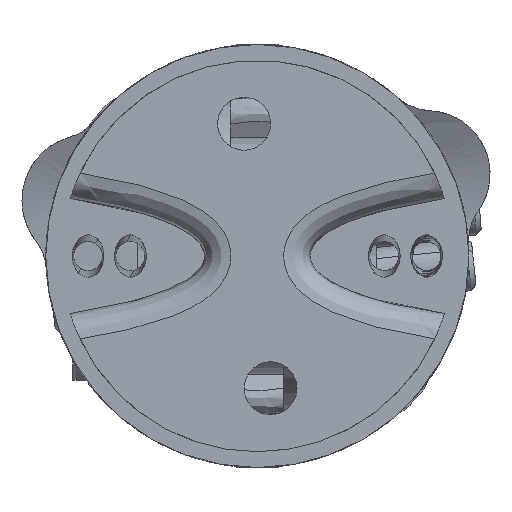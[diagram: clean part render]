
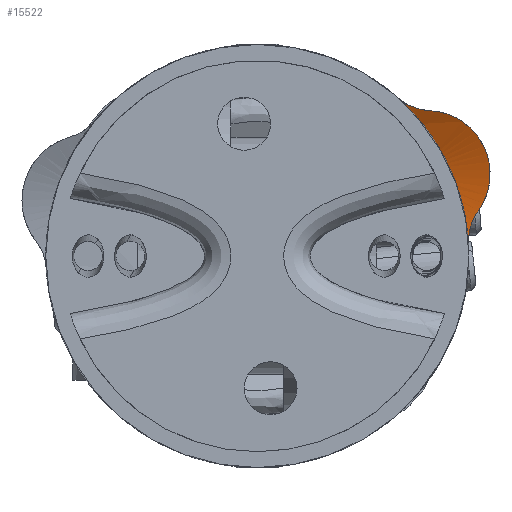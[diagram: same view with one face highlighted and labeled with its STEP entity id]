
A CAD part, front view. The second image highlights one B-rep face of the part: STEP entity #15522.
In plain terms, the highlighted cylindrical face has radius 5.075 mm (diameter 10.15 mm), a partial arc.
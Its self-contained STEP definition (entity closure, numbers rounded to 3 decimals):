
#17 = LINE ( 'NONE', #10468, #17300 ) ;
#121 = EDGE_CURVE ( 'NONE', #14732, #7183, #17580, .T. ) ;
#371 = CARTESIAN_POINT ( 'NONE',  ( -2.5, 4.417, 3.122 ) ) ;
#551 = CARTESIAN_POINT ( 'NONE',  ( -1.904, 4.705, 2.987 ) ) ;
#890 = CARTESIAN_POINT ( 'NONE',  ( -1.95, 4.685, 3.093 ) ) ;
#971 = CARTESIAN_POINT ( 'NONE',  ( -1.887, 4.715, 4.37 ) ) ;
#1082 = CARTESIAN_POINT ( 'NONE',  ( -0.854, 5.003, 4.178 ) ) ;
#1208 = ORIENTED_EDGE ( 'NONE', *, *, #3207, .T. ) ;
#1925 = CARTESIAN_POINT ( 'NONE',  ( -1.345, 4.894, 3.559 ) ) ;
#2061 = CARTESIAN_POINT ( 'NONE',  ( -0.854, 5.003, 4.178 ) ) ;
#2120 = CYLINDRICAL_SURFACE ( 'NONE', #17942, 5.075 ) ;
#2197 = ORIENTED_EDGE ( 'NONE', *, *, #13688, .F. ) ;
#2321 = CARTESIAN_POINT ( 'NONE',  ( -2.59, 4.365, 3.05 ) ) ;
#2397 = CARTESIAN_POINT ( 'NONE',  ( -1.55, 4.833, 2.8 ) ) ;
#2531 = EDGE_LOOP ( 'NONE', ( #1208, #10011, #16640, #22614, #7299, #17977, #15248 ) ) ;
#2554 = AXIS2_PLACEMENT_3D ( 'NONE', #10459, #8736, #5074 ) ;
#2702 = ORIENTED_EDGE ( 'NONE', *, *, #121, .F. ) ;
#3207 = EDGE_CURVE ( 'NONE', #6954, #11646, #21045, .T. ) ;
#3515 = VERTEX_POINT ( 'NONE', #10376 ) ;
#3868 = CARTESIAN_POINT ( 'NONE',  ( -1.55, 4.833, 2.8 ) ) ;
#4000 = B_SPLINE_CURVE_WITH_KNOTS ( 'NONE', 3,
 ( #18107, #4002, #11009, #9176 ),
 .UNSPECIFIED., .F., .F.,
 ( 4, 4 ),
 ( 0., 0.001 ),
 .UNSPECIFIED. ) ;
#4002 = CARTESIAN_POINT ( 'NONE',  ( -0.53, 5.051, 4.008 ) ) ;
#4191 = DIRECTION ( 'NONE',  ( 1., 0., 0. ) ) ;
#4274 = CARTESIAN_POINT ( 'NONE',  ( -2.922, 4.15, 2.734 ) ) ;
#4431 = CARTESIAN_POINT ( 'NONE',  ( -2.662, 4.323, 3.698 ) ) ;
#4886 = EDGE_CURVE ( 'NONE', #11966, #18420, #16157, .T. ) ;
#5074 = DIRECTION ( 'NONE',  ( 1., 0., 0. ) ) ;
#5155 = CARTESIAN_POINT ( 'NONE',  ( -1.15, 4.943, 3.306 ) ) ;
#5210 = VERTEX_POINT ( 'NONE', #2061 ) ;
#5790 = CARTESIAN_POINT ( 'NONE',  ( -2.5, 4.417, 2.258 ) ) ;
#5921 = CARTESIAN_POINT ( 'NONE',  ( -2.748, 4.266, 3.26 ) ) ;
#5932 = CARTESIAN_POINT ( 'NONE',  ( -2.259, 4.549, 4.19 ) ) ;
#6954 = VERTEX_POINT ( 'NONE', #7594 ) ;
#7099 = CARTESIAN_POINT ( 'NONE',  ( -1.55, 4.833, 3.6 ) ) ;
#7183 = VERTEX_POINT ( 'NONE', #19264 ) ;
#7299 = ORIENTED_EDGE ( 'NONE', *, *, #4886, .F. ) ;
#7330 = CARTESIAN_POINT ( 'NONE',  ( -1.449, 4.865, 2.8 ) ) ;
#7529 = CARTESIAN_POINT ( 'NONE',  ( -2.858, 4.198, 2.807 ) ) ;
#7594 = CARTESIAN_POINT ( 'NONE',  ( -0.346, 5.063, 2.258 ) ) ;
#7762 = CARTESIAN_POINT ( 'NONE',  ( 0., 0., 2.258 ) ) ;
#7877 = CARTESIAN_POINT ( 'NONE',  ( -1.247, 4.924, 4.381 ) ) ;
#7911 = CARTESIAN_POINT ( 'NONE',  ( -1.653, 4.8, 2.8 ) ) ;
#7985 = CARTESIAN_POINT ( 'NONE',  ( -2.5, 4.417, 3.122 ) ) ;
#8198 = CARTESIAN_POINT ( 'NONE',  ( -2.421, 4.462, 4.052 ) ) ;
#8736 = DIRECTION ( 'NONE',  ( 0., 0., 1. ) ) ;
#9129 = FACE_OUTER_BOUND ( 'NONE', #2531, .T. ) ;
#9176 = CARTESIAN_POINT ( 'NONE',  ( -0.854, 5.003, 4.178 ) ) ;
#9328 = CARTESIAN_POINT ( 'NONE',  ( -2.843, 4.205, 2.816 ) ) ;
#9345 = VERTEX_POINT ( 'NONE', #5790 ) ;
#9628 = CARTESIAN_POINT ( 'NONE',  ( -1.654, 4.799, 3.6 ) ) ;
#10011 = ORIENTED_EDGE ( 'NONE', *, *, #12500, .T. ) ;
#10376 = CARTESIAN_POINT ( 'NONE',  ( -2.748, 4.266, 3.26 ) ) ;
#10459 = CARTESIAN_POINT ( 'NONE',  ( 0., 0., 2.258 ) ) ;
#10468 = CARTESIAN_POINT ( 'NONE',  ( -2.5, 4.417, 2.258 ) ) ;
#10543 = CARTESIAN_POINT ( 'NONE',  ( -1.345, 4.894, 2.841 ) ) ;
#11009 = CARTESIAN_POINT ( 'NONE',  ( -0.705, 5.028, 4.072 ) ) ;
#11181 = DIRECTION ( 'NONE',  ( 0., 0., 1. ) ) ;
#11412 = CARTESIAN_POINT ( 'NONE',  ( -2.998, 4.095, 2.648 ) ) ;
#11420 = CARTESIAN_POINT ( 'NONE',  ( -1.035, 4.972, 4.306 ) ) ;
#11646 = VERTEX_POINT ( 'NONE', #13267 ) ;
#11753 = B_SPLINE_CURVE_WITH_KNOTS ( 'NONE', 3,
 ( #5921, #12906, #7529, #11412 ),
 .UNSPECIFIED., .F., .F.,
 ( 4, 4 ),
 ( 0., 0.001 ),
 .UNSPECIFIED. ) ;
#11966 = VERTEX_POINT ( 'NONE', #7985 ) ;
#12048 = EDGE_CURVE ( 'NONE', #3515, #5210, #22578, .T. ) ;
#12348 = CARTESIAN_POINT ( 'NONE',  ( -0.346, 5.063, 2.258 ) ) ;
#12492 = CARTESIAN_POINT ( 'NONE',  ( -1.15, 4.943, 3.092 ) ) ;
#12500 = EDGE_CURVE ( 'NONE', #11646, #5210, #4000, .T. ) ;
#12628 = DIRECTION ( 'NONE',  ( 0., 0., 1. ) ) ;
#12652 = CARTESIAN_POINT ( 'NONE',  ( -2.677, 4.313, 2.974 ) ) ;
#12841 = CARTESIAN_POINT ( 'NONE',  ( -1.55, 4.833, 3.6 ) ) ;
#12906 = CARTESIAN_POINT ( 'NONE',  ( -2.76, 4.259, 3.025 ) ) ;
#13175 = VECTOR ( 'NONE', #20812, 1000. ) ;
#13267 = CARTESIAN_POINT ( 'NONE',  ( -0.346, 5.063, 3.995 ) ) ;
#13688 = EDGE_CURVE ( 'NONE', #7183, #14732, #20602, .T. ) ;
#14183 = CARTESIAN_POINT ( 'NONE',  ( -1.196, 4.933, 2.987 ) ) ;
#14684 = CARTESIAN_POINT ( 'NONE',  ( -2.998, 4.095, 2.648 ) ) ;
#14732 = VERTEX_POINT ( 'NONE', #18685 ) ;
#14989 = CIRCLE ( 'NONE', #2554, 5.075 ) ;
#15062 = CARTESIAN_POINT ( 'NONE',  ( -2.737, 4.274, 3.484 ) ) ;
#15248 = ORIENTED_EDGE ( 'NONE', *, *, #15666, .F. ) ;
#15522 = ADVANCED_FACE ( 'NONE', ( #9129, #16570 ), #2120, .F. ) ;
#15666 = EDGE_CURVE ( 'NONE', #6954, #9345, #14989, .T. ) ;
#16157 = B_SPLINE_CURVE_WITH_KNOTS ( 'NONE', 3,
 ( #371, #2321, #12652, #9328, #4274, #21588 ),
 .UNSPECIFIED., .F., .F.,
 ( 4, 2, 4 ),
 ( 0.003, 0.003, 0.004 ),
 .UNSPECIFIED. ) ;
#16268 = CARTESIAN_POINT ( 'NONE',  ( -1.95, 4.685, 3.308 ) ) ;
#16570 = FACE_BOUND ( 'NONE', #19250, .T. ) ;
#16613 = CARTESIAN_POINT ( 'NONE',  ( -1.904, 4.705, 3.414 ) ) ;
#16640 = ORIENTED_EDGE ( 'NONE', *, *, #12048, .F. ) ;
#16647 = EDGE_CURVE ( 'NONE', #3515, #18420, #11753, .T. ) ;
#17300 = VECTOR ( 'NONE', #12628, 1000. ) ;
#17580 = B_SPLINE_CURVE_WITH_KNOTS ( 'NONE', 3,
 ( #3868, #7330, #10543, #14183, #12492, #5155, #19475, #1925, #17644, #7099 ),
 .UNSPECIFIED., .F., .F.,
 ( 4, 2, 2, 2, 4 ),
 ( 0.001, 0.002, 0.002, 0.002, 0.003 ),
 .UNSPECIFIED. ) ;
#17644 = CARTESIAN_POINT ( 'NONE',  ( -1.447, 4.865, 3.6 ) ) ;
#17942 = AXIS2_PLACEMENT_3D ( 'NONE', #7762, #11181, #4191 ) ;
#17977 = ORIENTED_EDGE ( 'NONE', *, *, #22051, .F. ) ;
#18107 = CARTESIAN_POINT ( 'NONE',  ( -0.346, 5.063, 3.995 ) ) ;
#18113 = CARTESIAN_POINT ( 'NONE',  ( -1.754, 4.763, 2.84 ) ) ;
#18222 = CARTESIAN_POINT ( 'NONE',  ( -1.754, 4.763, 3.559 ) ) ;
#18420 = VERTEX_POINT ( 'NONE', #14684 ) ;
#18525 = CARTESIAN_POINT ( 'NONE',  ( -1.674, 4.796, 4.413 ) ) ;
#18685 = CARTESIAN_POINT ( 'NONE',  ( -1.55, 4.833, 2.8 ) ) ;
#19250 = EDGE_LOOP ( 'NONE', ( #2197, #2702 ) ) ;
#19264 = CARTESIAN_POINT ( 'NONE',  ( -1.55, 4.833, 3.6 ) ) ;
#19475 = CARTESIAN_POINT ( 'NONE',  ( -1.195, 4.933, 3.412 ) ) ;
#20339 = CARTESIAN_POINT ( 'NONE',  ( -2.748, 4.266, 3.26 ) ) ;
#20602 = B_SPLINE_CURVE_WITH_KNOTS ( 'NONE', 3,
 ( #12841, #9628, #18222, #16613, #16268, #890, #551, #18113, #7911, #2397 ),
 .UNSPECIFIED., .F., .F.,
 ( 4, 2, 2, 2, 4 ),
 ( 0., 0., 0.001, 0.001, 0.001 ),
 .UNSPECIFIED. ) ;
#20812 = DIRECTION ( 'NONE',  ( 0., 0., 1. ) ) ;
#21045 = LINE ( 'NONE', #12348, #13175 ) ;
#21588 = CARTESIAN_POINT ( 'NONE',  ( -2.998, 4.095, 2.648 ) ) ;
#22051 = EDGE_CURVE ( 'NONE', #9345, #11966, #17, .T. ) ;
#22578 = B_SPLINE_CURVE_WITH_KNOTS ( 'NONE', 3,
 ( #20339, #15062, #4431, #8198, #5932, #971, #18525, #7877, #11420, #1082 ),
 .UNSPECIFIED., .F., .F.,
 ( 4, 2, 2, 2, 4 ),
 ( 0.006, 0.006, 0.007, 0.008, 0.008 ),
 .UNSPECIFIED. ) ;
#22614 = ORIENTED_EDGE ( 'NONE', *, *, #16647, .T. ) ;
